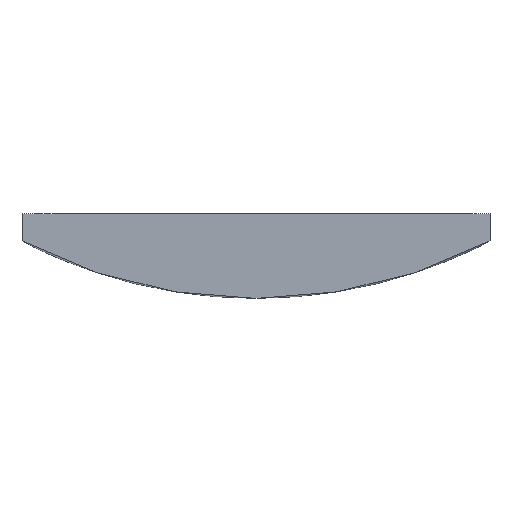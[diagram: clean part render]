
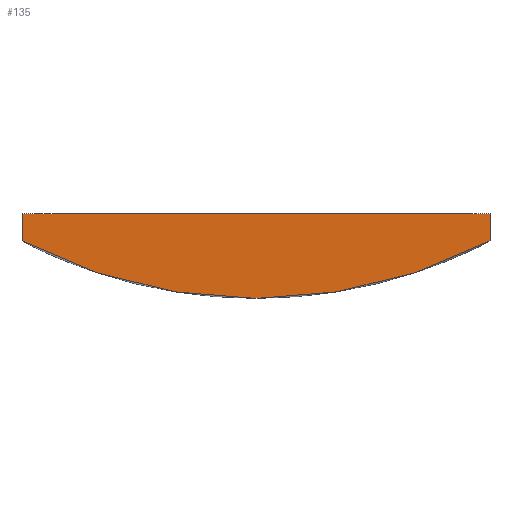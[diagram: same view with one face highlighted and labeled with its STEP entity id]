
A CAD part, front view. The second image highlights one B-rep face of the part: STEP entity #135.
In plain terms, the highlighted planar face has unit normal (0, -1, 0).
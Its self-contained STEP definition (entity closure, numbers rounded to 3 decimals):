
#21 = EDGE_CURVE('',#22,#24,#26,.T.);
#22 = VERTEX_POINT('',#23);
#23 = CARTESIAN_POINT('',(-32.4,-77.9,-20.789));
#24 = VERTEX_POINT('',#25);
#25 = CARTESIAN_POINT('',(-32.4,-77.9,-17.));
#26 = SURFACE_CURVE('',#27,(#31,#43),.PCURVE_S1.);
#27 = LINE('',#28,#29);
#28 = CARTESIAN_POINT('',(-32.4,-77.9,-30.));
#29 = VECTOR('',#30,1.);
#30 = DIRECTION('',(0.,0.,1.));
#31 = PCURVE('',#32,#37);
#32 = PLANE('',#33);
#33 = AXIS2_PLACEMENT_3D('',#34,#35,#36);
#34 = CARTESIAN_POINT('',(-32.4,-77.9,-30.));
#35 = DIRECTION('',(1.,0.,0.));
#36 = DIRECTION('',(0.,0.,1.));
#37 = DEFINITIONAL_REPRESENTATION('',(#38),#42);
#38 = LINE('',#39,#40);
#39 = CARTESIAN_POINT('',(0.,0.));
#40 = VECTOR('',#41,1.);
#41 = DIRECTION('',(1.,0.));
#42 = ( GEOMETRIC_REPRESENTATION_CONTEXT(2) 
PARAMETRIC_REPRESENTATION_CONTEXT() REPRESENTATION_CONTEXT('2D SPACE',''
  ) );
#43 = PCURVE('',#44,#49);
#44 = PLANE('',#45);
#45 = AXIS2_PLACEMENT_3D('',#46,#47,#48);
#46 = CARTESIAN_POINT('',(-32.4,-77.9,-30.));
#47 = DIRECTION('',(0.,1.,0.));
#48 = DIRECTION('',(0.,0.,1.));
#49 = DEFINITIONAL_REPRESENTATION('',(#50),#54);
#50 = LINE('',#51,#52);
#51 = CARTESIAN_POINT('',(0.,0.));
#52 = VECTOR('',#53,1.);
#53 = DIRECTION('',(1.,0.));
#54 = ( GEOMETRIC_REPRESENTATION_CONTEXT(2) 
PARAMETRIC_REPRESENTATION_CONTEXT() REPRESENTATION_CONTEXT('2D SPACE',''
  ) );
#71 = CYLINDRICAL_SURFACE('',#72,70.);
#72 = AXIS2_PLACEMENT_3D('',#73,#74,#75);
#73 = CARTESIAN_POINT('',(0.,83.,41.261));
#74 = DIRECTION('',(0.,1.,0.));
#75 = DIRECTION('',(1.,0.,0.));
#124 = PLANE('',#125);
#125 = AXIS2_PLACEMENT_3D('',#126,#127,#128);
#126 = CARTESIAN_POINT('',(-32.4,-77.9,-17.));
#127 = DIRECTION('',(0.,0.,1.));
#128 = DIRECTION('',(1.,0.,0.));
#135 = ADVANCED_FACE('',(#136),#44,.F.);
#136 = FACE_BOUND('',#137,.F.);
#137 = EDGE_LOOP('',(#138,#168,#190,#191));
#138 = ORIENTED_EDGE('',*,*,#139,.F.);
#139 = EDGE_CURVE('',#140,#142,#144,.T.);
#140 = VERTEX_POINT('',#141);
#141 = CARTESIAN_POINT('',(32.4,-77.9,-20.79));
#142 = VERTEX_POINT('',#143);
#143 = CARTESIAN_POINT('',(32.4,-77.9,-17.));
#144 = SURFACE_CURVE('',#145,(#149,#156),.PCURVE_S1.);
#145 = LINE('',#146,#147);
#146 = CARTESIAN_POINT('',(32.4,-77.9,-30.));
#147 = VECTOR('',#148,1.);
#148 = DIRECTION('',(0.,0.,1.));
#149 = PCURVE('',#44,#150);
#150 = DEFINITIONAL_REPRESENTATION('',(#151),#155);
#151 = LINE('',#152,#153);
#152 = CARTESIAN_POINT('',(0.,64.8));
#153 = VECTOR('',#154,1.);
#154 = DIRECTION('',(1.,0.));
#155 = ( GEOMETRIC_REPRESENTATION_CONTEXT(2) 
PARAMETRIC_REPRESENTATION_CONTEXT() REPRESENTATION_CONTEXT('2D SPACE',''
  ) );
#156 = PCURVE('',#157,#162);
#157 = PLANE('',#158);
#158 = AXIS2_PLACEMENT_3D('',#159,#160,#161);
#159 = CARTESIAN_POINT('',(32.4,-77.9,-30.));
#160 = DIRECTION('',(1.,0.,0.));
#161 = DIRECTION('',(0.,0.,1.));
#162 = DEFINITIONAL_REPRESENTATION('',(#163),#167);
#163 = LINE('',#164,#165);
#164 = CARTESIAN_POINT('',(0.,0.));
#165 = VECTOR('',#166,1.);
#166 = DIRECTION('',(1.,0.));
#167 = ( GEOMETRIC_REPRESENTATION_CONTEXT(2) 
PARAMETRIC_REPRESENTATION_CONTEXT() REPRESENTATION_CONTEXT('2D SPACE',''
  ) );
#168 = ORIENTED_EDGE('',*,*,#169,.T.);
#169 = EDGE_CURVE('',#140,#22,#170,.T.);
#170 = SURFACE_CURVE('',#171,(#176,#183),.PCURVE_S1.);
#171 = CIRCLE('',#172,70.);
#172 = AXIS2_PLACEMENT_3D('',#173,#174,#175);
#173 = CARTESIAN_POINT('',(0.,-77.9,41.261));
#174 = DIRECTION('',(0.,1.,0.));
#175 = DIRECTION('',(1.,0.,0.));
#176 = PCURVE('',#44,#177);
#177 = DEFINITIONAL_REPRESENTATION('',(#178),#182);
#178 = CIRCLE('',#179,70.);
#179 = AXIS2_PLACEMENT_2D('',#180,#181);
#180 = CARTESIAN_POINT('',(71.261,32.4));
#181 = DIRECTION('',(0.,1.));
#182 = ( GEOMETRIC_REPRESENTATION_CONTEXT(2) 
PARAMETRIC_REPRESENTATION_CONTEXT() REPRESENTATION_CONTEXT('2D SPACE',''
  ) );
#183 = PCURVE('',#71,#184);
#184 = DEFINITIONAL_REPRESENTATION('',(#185),#189);
#185 = LINE('',#186,#187);
#186 = CARTESIAN_POINT('',(-6.283,-160.9));
#187 = VECTOR('',#188,1.);
#188 = DIRECTION('',(1.,-0.));
#189 = ( GEOMETRIC_REPRESENTATION_CONTEXT(2) 
PARAMETRIC_REPRESENTATION_CONTEXT() REPRESENTATION_CONTEXT('2D SPACE',''
  ) );
#190 = ORIENTED_EDGE('',*,*,#21,.T.);
#191 = ORIENTED_EDGE('',*,*,#192,.T.);
#192 = EDGE_CURVE('',#24,#142,#193,.T.);
#193 = SURFACE_CURVE('',#194,(#198,#205),.PCURVE_S1.);
#194 = LINE('',#195,#196);
#195 = CARTESIAN_POINT('',(-32.4,-77.9,-17.));
#196 = VECTOR('',#197,1.);
#197 = DIRECTION('',(1.,0.,0.));
#198 = PCURVE('',#44,#199);
#199 = DEFINITIONAL_REPRESENTATION('',(#200),#204);
#200 = LINE('',#201,#202);
#201 = CARTESIAN_POINT('',(13.,0.));
#202 = VECTOR('',#203,1.);
#203 = DIRECTION('',(0.,1.));
#204 = ( GEOMETRIC_REPRESENTATION_CONTEXT(2) 
PARAMETRIC_REPRESENTATION_CONTEXT() REPRESENTATION_CONTEXT('2D SPACE',''
  ) );
#205 = PCURVE('',#124,#206);
#206 = DEFINITIONAL_REPRESENTATION('',(#207),#211);
#207 = LINE('',#208,#209);
#208 = CARTESIAN_POINT('',(0.,0.));
#209 = VECTOR('',#210,1.);
#210 = DIRECTION('',(1.,0.));
#211 = ( GEOMETRIC_REPRESENTATION_CONTEXT(2) 
PARAMETRIC_REPRESENTATION_CONTEXT() REPRESENTATION_CONTEXT('2D SPACE',''
  ) );
